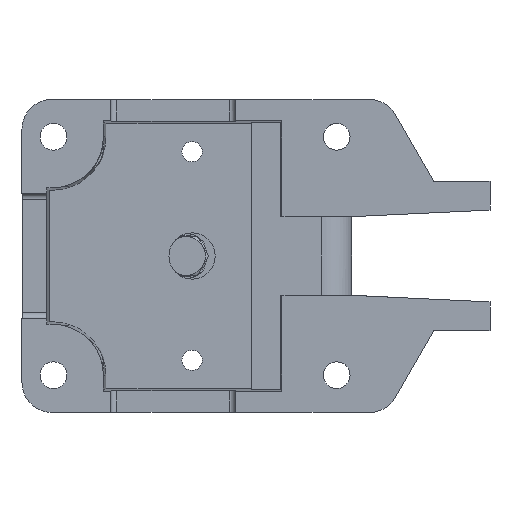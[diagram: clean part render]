
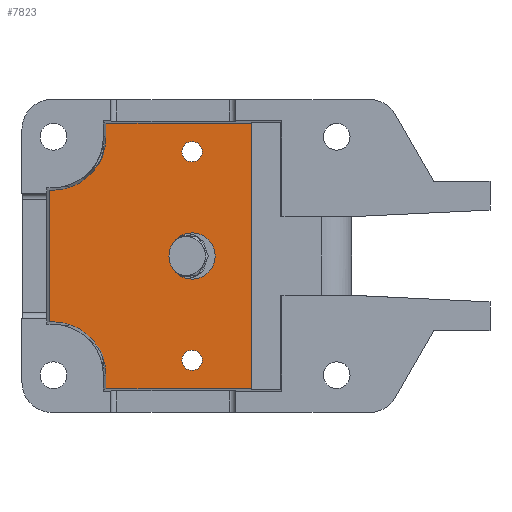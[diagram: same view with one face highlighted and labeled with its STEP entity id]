
A CAD part, front view. The second image highlights one B-rep face of the part: STEP entity #7823.
In plain terms, the highlighted planar face has unit normal (0, -1, 0).
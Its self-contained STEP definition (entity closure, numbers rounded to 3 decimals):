
#205 = CARTESIAN_POINT ( 'NONE',  ( 86.378, 24., -44.5 ) ) ;
#298 = EDGE_CURVE ( 'NONE', #34074, #27743, #36435, .T. ) ;
#582 = AXIS2_PLACEMENT_3D ( 'NONE', #19890, #17027, #5133 ) ;
#731 = CARTESIAN_POINT ( 'NONE',  ( 10.21, 24., 22.069 ) ) ;
#1148 = CARTESIAN_POINT ( 'NONE',  ( 57.047, 24., -35. ) ) ;
#1689 = LINE ( 'NONE', #29626, #24359 ) ;
#1895 = PLANE ( 'NONE',  #18086 ) ;
#1933 = VERTEX_POINT ( 'NONE', #5446 ) ;
#2391 = EDGE_LOOP ( 'NONE', ( #8382, #27324 ) ) ;
#2404 = FACE_BOUND ( 'NONE', #24310, .T. ) ;
#3446 = VECTOR ( 'NONE', #20523, 1000. ) ;
#3579 = DIRECTION ( 'NONE',  ( 0., 1., 0. ) ) ;
#3893 = DIRECTION ( 'NONE',  ( 0., -1., 0. ) ) ;
#3939 = EDGE_CURVE ( 'NONE', #22607, #20445, #22825, .T. ) ;
#4138 = DIRECTION ( 'NONE',  ( -1., 0., 0. ) ) ;
#4246 = CIRCLE ( 'NONE', #28319, 7.75 ) ;
#4415 = AXIS2_PLACEMENT_3D ( 'NONE', #8824, #23344, #27746 ) ;
#4474 = VERTEX_POINT ( 'NONE', #9983 ) ;
#4740 = VERTEX_POINT ( 'NONE', #35205 ) ;
#4849 = ORIENTED_EDGE ( 'NONE', *, *, #8510, .F. ) ;
#5113 = VECTOR ( 'NONE', #8453, 1000. ) ;
#5133 = DIRECTION ( 'NONE',  ( -1., 0., 0. ) ) ;
#5150 = EDGE_CURVE ( 'NONE', #16258, #24101, #9330, .T. ) ;
#5446 = CARTESIAN_POINT ( 'NONE',  ( 28.14, 24., 44.5 ) ) ;
#5685 = DIRECTION ( 'NONE',  ( 0., 0., 1. ) ) ;
#5749 = VECTOR ( 'NONE', #29827, 1000. ) ;
#6414 = EDGE_CURVE ( 'NONE', #7512, #4740, #34538, .T. ) ;
#6506 = ORIENTED_EDGE ( 'NONE', *, *, #38233, .F. ) ;
#6805 = ORIENTED_EDGE ( 'NONE', *, *, #17154, .F. ) ;
#6919 = CIRCLE ( 'NONE', #22042, 17.931 ) ;
#7512 = VERTEX_POINT ( 'NONE', #20773 ) ;
#7823 = ADVANCED_FACE ( 'NONE', ( #2404, #26032, #17207, #9365 ), #1895, .F. ) ;
#7842 = ORIENTED_EDGE ( 'NONE', *, *, #26403, .T. ) ;
#7870 = DIRECTION ( 'NONE',  ( 0., 1., 0. ) ) ;
#8048 = ORIENTED_EDGE ( 'NONE', *, *, #6414, .T. ) ;
#8382 = ORIENTED_EDGE ( 'NONE', *, *, #3939, .T. ) ;
#8453 = DIRECTION ( 'NONE',  ( -1., 0., 0. ) ) ;
#8496 = CARTESIAN_POINT ( 'NONE',  ( 57.047, 24., -38.4 ) ) ;
#8510 = EDGE_CURVE ( 'NONE', #24101, #4474, #20813, .T. ) ;
#8812 = AXIS2_PLACEMENT_3D ( 'NONE', #1148, #21814, #4138 ) ;
#8824 = CARTESIAN_POINT ( 'NONE',  ( 57.047, 24., 35. ) ) ;
#9051 = EDGE_LOOP ( 'NONE', ( #6805, #8048, #13434, #6506, #28213, #36651, #14597, #4849, #22928, #33334 ) ) ;
#9233 = EDGE_CURVE ( 'NONE', #14688, #9292, #18913, .T. ) ;
#9292 = VERTEX_POINT ( 'NONE', #731 ) ;
#9330 = CIRCLE ( 'NONE', #12836, 17.931 ) ;
#9365 = FACE_OUTER_BOUND ( 'NONE', #9051, .T. ) ;
#9379 = CARTESIAN_POINT ( 'NONE',  ( 57.047, 24., 0. ) ) ;
#9706 = CARTESIAN_POINT ( 'NONE',  ( 57.047, 24., 0. ) ) ;
#9983 = CARTESIAN_POINT ( 'NONE',  ( 9.117, 24., -22.069 ) ) ;
#10666 = CARTESIAN_POINT ( 'NONE',  ( 76.966, 24., -40. ) ) ;
#10999 = VECTOR ( 'NONE', #25278, 1000. ) ;
#11566 = VECTOR ( 'NONE', #5685, 1000. ) ;
#11971 = CIRCLE ( 'NONE', #17400, 7.75 ) ;
#12021 = ORIENTED_EDGE ( 'NONE', *, *, #298, .T. ) ;
#12073 = CARTESIAN_POINT ( 'NONE',  ( 9.117, 24., 22.069 ) ) ;
#12371 = DIRECTION ( 'NONE',  ( -1., 0., 0. ) ) ;
#12730 = DIRECTION ( 'NONE',  ( -1., 0., 0. ) ) ;
#12836 = AXIS2_PLACEMENT_3D ( 'NONE', #21582, #3893, #24621 ) ;
#12932 = AXIS2_PLACEMENT_3D ( 'NONE', #21284, #3579, #24286 ) ;
#13434 = ORIENTED_EDGE ( 'NONE', *, *, #26339, .F. ) ;
#13518 = LINE ( 'NONE', #32563, #36096 ) ;
#14214 = CIRCLE ( 'NONE', #8812, 3.4 ) ;
#14523 = EDGE_CURVE ( 'NONE', #9292, #23045, #6919, .T. ) ;
#14597 = ORIENTED_EDGE ( 'NONE', *, *, #37229, .F. ) ;
#14688 = VERTEX_POINT ( 'NONE', #26467 ) ;
#16258 = VERTEX_POINT ( 'NONE', #35730 ) ;
#16880 = DIRECTION ( 'NONE',  ( 0., -1., 0. ) ) ;
#17027 = DIRECTION ( 'NONE',  ( 0., 1., 0. ) ) ;
#17154 = EDGE_CURVE ( 'NONE', #7512, #20403, #21440, .T. ) ;
#17207 = FACE_BOUND ( 'NONE', #28087, .T. ) ;
#17400 = AXIS2_PLACEMENT_3D ( 'NONE', #9706, #30346, #12730 ) ;
#18086 = AXIS2_PLACEMENT_3D ( 'NONE', #25604, #7870, #28560 ) ;
#18899 = ORIENTED_EDGE ( 'NONE', *, *, #34843, .T. ) ;
#18913 = LINE ( 'NONE', #12073, #26797 ) ;
#19827 = CARTESIAN_POINT ( 'NONE',  ( 28.14, 24., -44.5 ) ) ;
#19890 = CARTESIAN_POINT ( 'NONE',  ( 57.047, 24., -35. ) ) ;
#20403 = VERTEX_POINT ( 'NONE', #19827 ) ;
#20445 = VERTEX_POINT ( 'NONE', #8496 ) ;
#20523 = DIRECTION ( 'NONE',  ( 1., 0., 0. ) ) ;
#20773 = CARTESIAN_POINT ( 'NONE',  ( 76.966, 24., -44.5 ) ) ;
#20813 = LINE ( 'NONE', #29138, #5113 ) ;
#21284 = CARTESIAN_POINT ( 'NONE',  ( 57.047, 24., 35. ) ) ;
#21440 = LINE ( 'NONE', #205, #5749 ) ;
#21582 = CARTESIAN_POINT ( 'NONE',  ( 10.21, 24., -40. ) ) ;
#21711 = EDGE_CURVE ( 'NONE', #20403, #16258, #1689, .T. ) ;
#21814 = DIRECTION ( 'NONE',  ( 0., 1., 0. ) ) ;
#22042 = AXIS2_PLACEMENT_3D ( 'NONE', #34561, #16880, #37538 ) ;
#22607 = VERTEX_POINT ( 'NONE', #24232 ) ;
#22825 = CIRCLE ( 'NONE', #582, 3.4 ) ;
#22928 = ORIENTED_EDGE ( 'NONE', *, *, #5150, .F. ) ;
#23045 = VERTEX_POINT ( 'NONE', #26658 ) ;
#23058 = VERTEX_POINT ( 'NONE', #23660 ) ;
#23344 = DIRECTION ( 'NONE',  ( 0., 1., 0. ) ) ;
#23392 = CARTESIAN_POINT ( 'NONE',  ( 10.21, 24., -22.069 ) ) ;
#23660 = CARTESIAN_POINT ( 'NONE',  ( 64.797, 24., 0. ) ) ;
#23803 = DIRECTION ( 'NONE',  ( 0., 0., 1. ) ) ;
#24101 = VERTEX_POINT ( 'NONE', #23392 ) ;
#24232 = CARTESIAN_POINT ( 'NONE',  ( 57.047, 24., -31.6 ) ) ;
#24286 = DIRECTION ( 'NONE',  ( -1., 0., 0. ) ) ;
#24310 = EDGE_LOOP ( 'NONE', ( #34006, #18899 ) ) ;
#24359 = VECTOR ( 'NONE', #23803, 1000. ) ;
#24621 = DIRECTION ( 'NONE',  ( -1., 0., 0. ) ) ;
#24676 = VERTEX_POINT ( 'NONE', #29566 ) ;
#25278 = DIRECTION ( 'NONE',  ( 0., 0., 1. ) ) ;
#25604 = CARTESIAN_POINT ( 'NONE',  ( 10.21, 24., -40. ) ) ;
#26032 = FACE_BOUND ( 'NONE', #2391, .T. ) ;
#26150 = LINE ( 'NONE', #29962, #3446 ) ;
#26258 = CARTESIAN_POINT ( 'NONE',  ( 28.14, 24., 40. ) ) ;
#26339 = EDGE_CURVE ( 'NONE', #1933, #4740, #26150, .T. ) ;
#26403 = EDGE_CURVE ( 'NONE', #27743, #34074, #33991, .T. ) ;
#26467 = CARTESIAN_POINT ( 'NONE',  ( 9.117, 24., 22.069 ) ) ;
#26637 = DIRECTION ( 'NONE',  ( 0., 0., 1. ) ) ;
#26658 = CARTESIAN_POINT ( 'NONE',  ( 28.14, 24., 40. ) ) ;
#26797 = VECTOR ( 'NONE', #29713, 1000. ) ;
#27324 = ORIENTED_EDGE ( 'NONE', *, *, #29823, .T. ) ;
#27488 = EDGE_CURVE ( 'NONE', #24676, #23058, #4246, .T. ) ;
#27743 = VERTEX_POINT ( 'NONE', #37107 ) ;
#27746 = DIRECTION ( 'NONE',  ( -1., 0., 0. ) ) ;
#28087 = EDGE_LOOP ( 'NONE', ( #12021, #7842 ) ) ;
#28213 = ORIENTED_EDGE ( 'NONE', *, *, #14523, .F. ) ;
#28319 = AXIS2_PLACEMENT_3D ( 'NONE', #9379, #30036, #12371 ) ;
#28560 = DIRECTION ( 'NONE',  ( -1., 0., 0. ) ) ;
#29028 = CARTESIAN_POINT ( 'NONE',  ( 57.047, 24., 38.4 ) ) ;
#29138 = CARTESIAN_POINT ( 'NONE',  ( 10.21, 24., -22.069 ) ) ;
#29566 = CARTESIAN_POINT ( 'NONE',  ( 49.297, 24., 0. ) ) ;
#29626 = CARTESIAN_POINT ( 'NONE',  ( 28.14, 24., -44.5 ) ) ;
#29713 = DIRECTION ( 'NONE',  ( 1., 0., 0. ) ) ;
#29823 = EDGE_CURVE ( 'NONE', #20445, #22607, #14214, .T. ) ;
#29827 = DIRECTION ( 'NONE',  ( -1., 0., 0. ) ) ;
#29962 = CARTESIAN_POINT ( 'NONE',  ( 28.14, 24., 44.5 ) ) ;
#30036 = DIRECTION ( 'NONE',  ( 0., 1., 0. ) ) ;
#30346 = DIRECTION ( 'NONE',  ( 0., 1., 0. ) ) ;
#32563 = CARTESIAN_POINT ( 'NONE',  ( 9.117, 24., -22.069 ) ) ;
#33334 = ORIENTED_EDGE ( 'NONE', *, *, #21711, .F. ) ;
#33991 = CIRCLE ( 'NONE', #12932, 3.4 ) ;
#34006 = ORIENTED_EDGE ( 'NONE', *, *, #27488, .T. ) ;
#34074 = VERTEX_POINT ( 'NONE', #29028 ) ;
#34538 = LINE ( 'NONE', #10666, #10999 ) ;
#34561 = CARTESIAN_POINT ( 'NONE',  ( 10.21, 24., 40. ) ) ;
#34843 = EDGE_CURVE ( 'NONE', #23058, #24676, #11971, .T. ) ;
#35100 = LINE ( 'NONE', #26258, #11566 ) ;
#35205 = CARTESIAN_POINT ( 'NONE',  ( 76.966, 24., 44.5 ) ) ;
#35730 = CARTESIAN_POINT ( 'NONE',  ( 28.14, 24., -40. ) ) ;
#36096 = VECTOR ( 'NONE', #26637, 1000. ) ;
#36435 = CIRCLE ( 'NONE', #4415, 3.4 ) ;
#36651 = ORIENTED_EDGE ( 'NONE', *, *, #9233, .F. ) ;
#37107 = CARTESIAN_POINT ( 'NONE',  ( 57.047, 24., 31.6 ) ) ;
#37229 = EDGE_CURVE ( 'NONE', #4474, #14688, #13518, .T. ) ;
#37538 = DIRECTION ( 'NONE',  ( -1., 0., 0. ) ) ;
#38233 = EDGE_CURVE ( 'NONE', #23045, #1933, #35100, .T. ) ;
